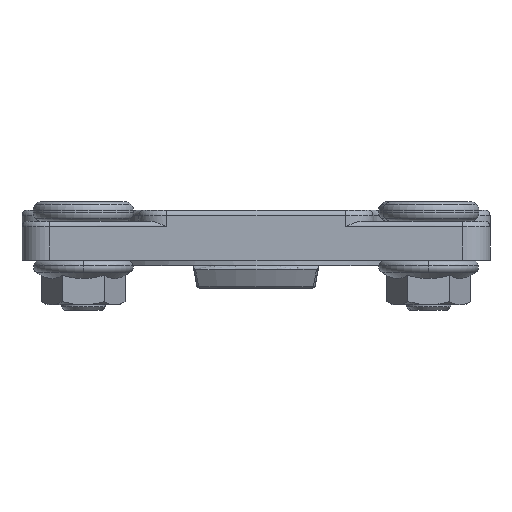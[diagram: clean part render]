
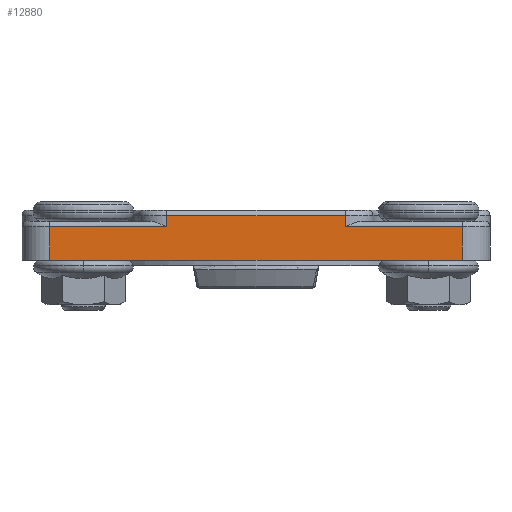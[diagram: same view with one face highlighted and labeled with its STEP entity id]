
A CAD part, left-side view. The second image highlights one B-rep face of the part: STEP entity #12880.
In plain terms, the highlighted planar face has unit normal (-1, 0, 0).
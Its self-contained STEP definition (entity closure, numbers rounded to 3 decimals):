
#1676=DIRECTION('',(0.,0.,-1.));
#1677=VECTOR('',#1676,6.);
#1678=CARTESIAN_POINT('',(-107.5,37.,4.));
#1679=LINE('',#1678,#1677);
#1690=DIRECTION('',(0.,1.,0.));
#1691=VECTOR('',#1690,74.);
#1692=CARTESIAN_POINT('',(-107.5,-37.,-2.));
#1693=LINE('',#1692,#1691);
#1697=DIRECTION('',(0.,0.,-1.));
#1698=VECTOR('',#1697,2.);
#1699=CARTESIAN_POINT('',(-107.5,16.,6.));
#1700=LINE('',#1699,#1698);
#1724=DIRECTION('',(0.,1.,0.));
#1725=VECTOR('',#1724,21.);
#1726=CARTESIAN_POINT('',(-107.5,16.,4.));
#1727=LINE('',#1726,#1725);
#3165=DIRECTION('',(0.,1.,0.));
#3166=VECTOR('',#3165,32.);
#3167=CARTESIAN_POINT('',(-107.5,-16.,6.));
#3168=LINE('',#3167,#3166);
#3203=DIRECTION('',(0.,0.,1.));
#3204=VECTOR('',#3203,2.);
#3205=CARTESIAN_POINT('',(-107.5,-16.,4.));
#3206=LINE('',#3205,#3204);
#3280=DIRECTION('',(0.,0.,1.));
#3281=VECTOR('',#3280,6.);
#3282=CARTESIAN_POINT('',(-107.5,-37.,-2.));
#3283=LINE('',#3282,#3281);
#3386=DIRECTION('',(0.,1.,0.));
#3387=VECTOR('',#3386,21.);
#3388=CARTESIAN_POINT('',(-107.5,-37.,4.));
#3389=LINE('',#3388,#3387);
#9994=CARTESIAN_POINT('',(-107.5,37.,-2.));
#9995=VERTEX_POINT('',#9994);
#9996=CARTESIAN_POINT('',(-107.5,-37.,-2.));
#9997=VERTEX_POINT('',#9996);
#10022=CARTESIAN_POINT('',(-107.5,37.,4.));
#10023=VERTEX_POINT('',#10022);
#10024=CARTESIAN_POINT('',(-107.5,16.,6.));
#10025=CARTESIAN_POINT('',(-107.5,16.,4.));
#10026=VERTEX_POINT('',#10024);
#10027=VERTEX_POINT('',#10025);
#10028=CARTESIAN_POINT('',(-107.5,-16.,6.));
#10029=VERTEX_POINT('',#10028);
#10030=CARTESIAN_POINT('',(-107.5,-16.,4.));
#10031=VERTEX_POINT('',#10030);
#10032=CARTESIAN_POINT('',(-107.5,-37.,4.));
#10033=VERTEX_POINT('',#10032);
#12859=CARTESIAN_POINT('',(-107.5,-42.,5.));
#12860=DIRECTION('',(-1.,0.,0.));
#12861=DIRECTION('',(0.,-1.,0.));
#12862=AXIS2_PLACEMENT_3D('',#12859,#12860,#12861);
#12863=PLANE('',#12862);
#12865=ORIENTED_EDGE('',*,*,#12864,.F.);
#12867=ORIENTED_EDGE('',*,*,#12866,.F.);
#12869=ORIENTED_EDGE('',*,*,#12868,.F.);
#12871=ORIENTED_EDGE('',*,*,#12870,.F.);
#12873=ORIENTED_EDGE('',*,*,#12872,.F.);
#12874=ORIENTED_EDGE('',*,*,#12754,.T.);
#12875=ORIENTED_EDGE('',*,*,#12843,.F.);
#12877=ORIENTED_EDGE('',*,*,#12876,.F.);
#12878=EDGE_LOOP('',(#12865,#12867,#12869,#12871,#12873,#12874,#12875,#12877));
#12879=FACE_OUTER_BOUND('',#12878,.F.);
#12754=EDGE_CURVE('',#9997,#9995,#1693,.T.);
#12843=EDGE_CURVE('',#10023,#9995,#1679,.T.);
#12864=EDGE_CURVE('',#10026,#10027,#1700,.T.);
#12866=EDGE_CURVE('',#10029,#10026,#3168,.T.);
#12868=EDGE_CURVE('',#10031,#10029,#3206,.T.);
#12870=EDGE_CURVE('',#10033,#10031,#3389,.T.);
#12872=EDGE_CURVE('',#9997,#10033,#3283,.T.);
#12876=EDGE_CURVE('',#10027,#10023,#1727,.T.);
#12880=ADVANCED_FACE('',(#12879),#12863,.T.);
